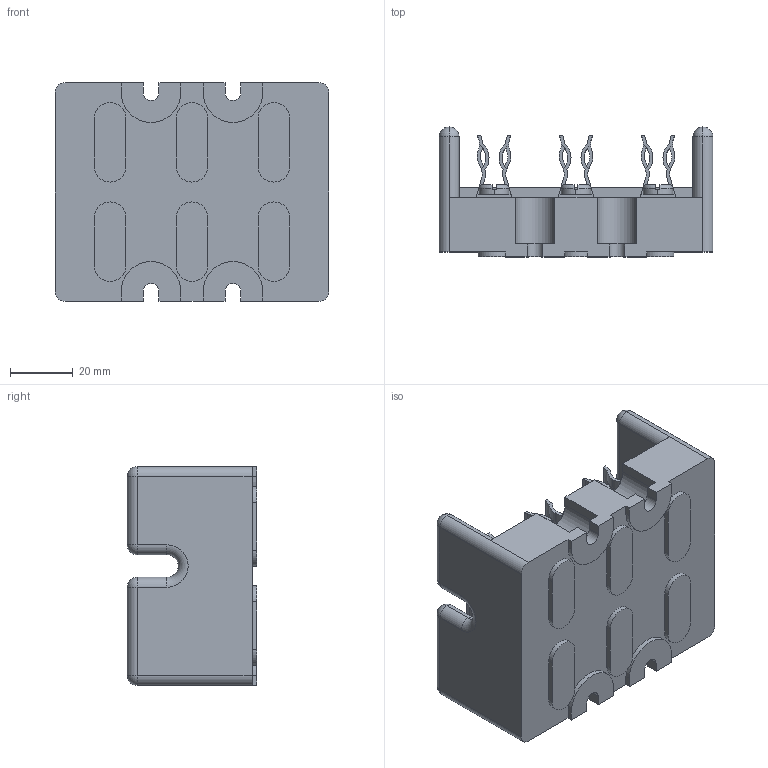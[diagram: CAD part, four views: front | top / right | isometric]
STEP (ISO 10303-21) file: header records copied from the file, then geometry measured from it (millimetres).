
FILE_DESCRIPTION (( 'STEP AP214' ), '1' );
FILE_NAME ('T30030-3SR.STEP', '2020-02-27T16:39:35', ( '' ), ( '' ), 'SwSTEP 2.0', 'SolidWorks 2019', '' );
FILE_SCHEMA (( 'AUTOMOTIVE_DESIGN' ));
Length unit declared in the file: inch
Products named in the file (1): T30030-3SR
Bounding box: 87.4 x 41.4 x 69.85 mm (x, y, z)
Volume: 126650.2 mm3; surface area: 36459.2 mm2
Topology: 13 solids, 13 shells, 586 faces, 1666 edges, 1072 vertices
Faces by surface type: plane 308, cylinder 242, torus 18, sphere 16, bspline 2
Entity records: 19466 total; most frequent: CARTESIAN_POINT 3649, DIRECTION 3406, ORIENTED_EDGE 3300, EDGE_CURVE 1650, AXIS2_PLACEMENT_3D 1221, VERTEX_POINT 1072, VECTOR 964, LINE 964
